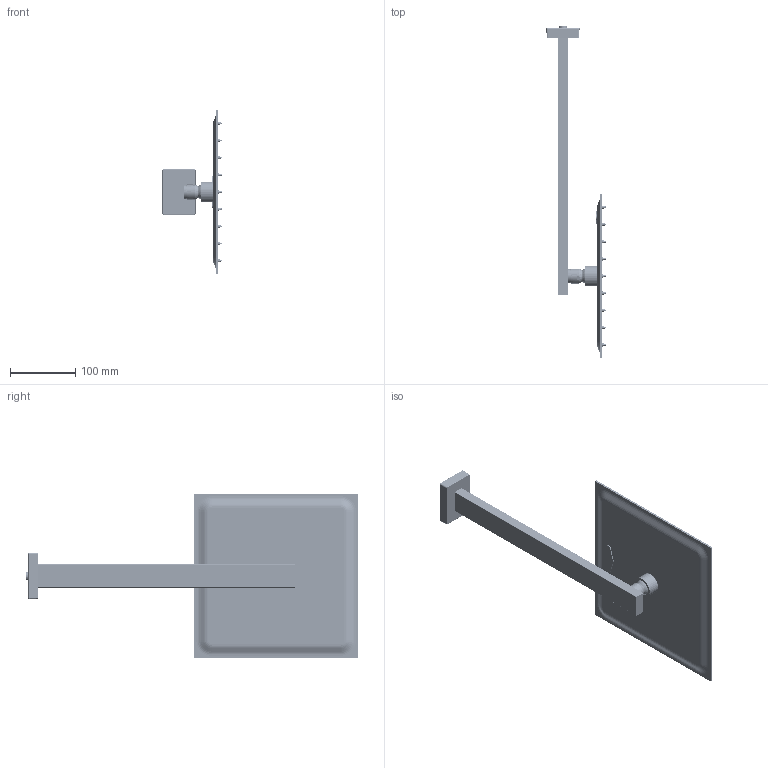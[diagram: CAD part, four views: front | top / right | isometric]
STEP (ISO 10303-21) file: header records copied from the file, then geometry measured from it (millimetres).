
FILE_DESCRIPTION (( 'STEP AP203' ), '1' );
FILE_NAME ('99HP09261.STEP', '2024-02-08T13:41:26', ( '' ), ( '' ), 'SwSTEP 2.0', 'SolidWorks 2021', '' );
FILE_SCHEMA (( 'CONFIG_CONTROL_DESIGN' ));
Products named in the file (1): 99HP09261
Bounding box: 90.59 x 507 x 250 mm (x, y, z)
Volume: 563043.4 mm3; surface area: 250140.4 mm2
Topology: 87 solids, 87 shells, 3251 faces, 6601 edges, 3783 vertices
Faces by surface type: bspline 1618, cylinder 915, plane 507, cone 178, torus 31, sphere 2
Entity records: 112526 total; most frequent: CARTESIAN_POINT 52060, ORIENTED_EDGE 13184, DIRECTION 12117, EDGE_CURVE 6592, AXIS2_PLACEMENT_3D 5425, CIRCLE 3791, VERTEX_POINT 3780, EDGE_LOOP 3686
